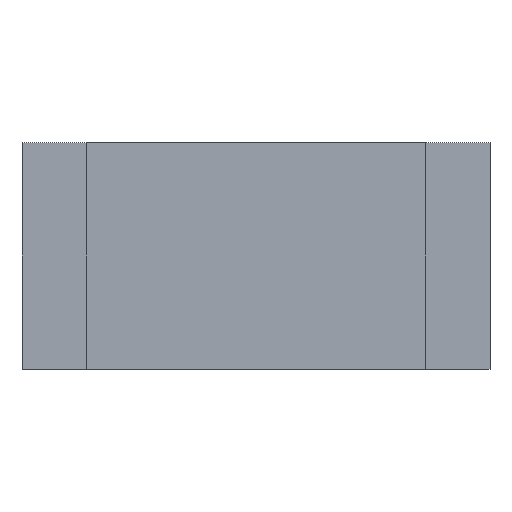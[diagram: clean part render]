
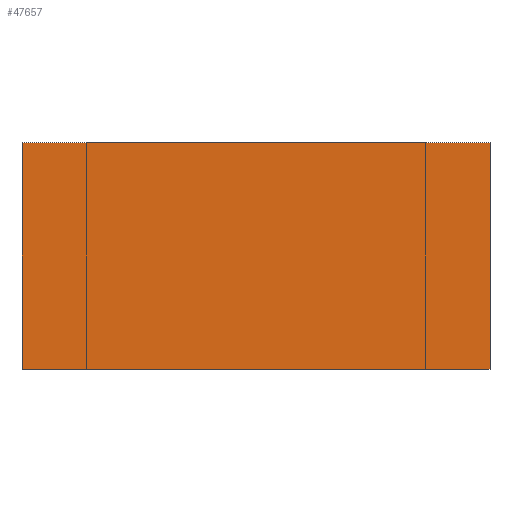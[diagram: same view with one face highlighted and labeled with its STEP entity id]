
A CAD part, front view. The second image highlights one B-rep face of the part: STEP entity #47657.
In plain terms, the highlighted planar face has unit normal (0, -1, 0).
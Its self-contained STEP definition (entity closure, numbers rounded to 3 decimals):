
#1678 = CARTESIAN_POINT ( 'NONE',  ( -6.2, -10., 6. ) ) ;
#2837 = EDGE_CURVE ( 'NONE', #63112, #71786, #49959, .T. ) ;
#6577 = CARTESIAN_POINT ( 'NONE',  ( -6.2, -10., 0. ) ) ;
#9307 = ORIENTED_EDGE ( 'NONE', *, *, #21820, .T. ) ;
#11757 = ORIENTED_EDGE ( 'NONE', *, *, #51887, .T. ) ;
#12361 = DIRECTION ( 'NONE',  ( 0., 0., -1. ) ) ;
#13607 = LINE ( 'NONE', #56744, #72964 ) ;
#18930 = DIRECTION ( 'NONE',  ( 0., 0., -1. ) ) ;
#21820 = EDGE_CURVE ( 'NONE', #33762, #26875, #25512, .T. ) ;
#21889 = ORIENTED_EDGE ( 'NONE', *, *, #59901, .F. ) ;
#22238 = DIRECTION ( 'NONE',  ( 0., 0., -1. ) ) ;
#23673 = PLANE ( 'NONE',  #44330 ) ;
#24524 = LINE ( 'NONE', #53409, #28124 ) ;
#25512 = LINE ( 'NONE', #27575, #54341 ) ;
#26875 = VERTEX_POINT ( 'NONE', #67265 ) ;
#27575 = CARTESIAN_POINT ( 'NONE',  ( -6.2, -10., 0. ) ) ;
#28124 = VECTOR ( 'NONE', #18930, 1000. ) ;
#33365 = DIRECTION ( 'NONE',  ( 1., 0., 0. ) ) ;
#33762 = VERTEX_POINT ( 'NONE', #68838 ) ;
#35747 = CARTESIAN_POINT ( 'NONE',  ( -6.2, -10., 6. ) ) ;
#40149 = CARTESIAN_POINT ( 'NONE',  ( 6.2, -10., 6. ) ) ;
#42918 = FACE_OUTER_BOUND ( 'NONE', #48294, .T. ) ;
#44330 = AXIS2_PLACEMENT_3D ( 'NONE', #6577, #46840, #12361 ) ;
#46840 = DIRECTION ( 'NONE',  ( 0., -1., 0. ) ) ;
#47657 = ADVANCED_FACE ( 'NONE', ( #42918 ), #23673, .T. ) ;
#48294 = EDGE_LOOP ( 'NONE', ( #9307, #21889, #62342, #11757 ) ) ;
#49959 = LINE ( 'NONE', #35747, #73273 ) ;
#51887 = EDGE_CURVE ( 'NONE', #63112, #33762, #13607, .T. ) ;
#53409 = CARTESIAN_POINT ( 'NONE',  ( 6.2, -10., 0. ) ) ;
#54341 = VECTOR ( 'NONE', #33365, 1000. ) ;
#56744 = CARTESIAN_POINT ( 'NONE',  ( -6.2, -10., 0. ) ) ;
#58912 = DIRECTION ( 'NONE',  ( 1., 0., 0. ) ) ;
#59901 = EDGE_CURVE ( 'NONE', #71786, #26875, #24524, .T. ) ;
#62342 = ORIENTED_EDGE ( 'NONE', *, *, #2837, .F. ) ;
#63112 = VERTEX_POINT ( 'NONE', #1678 ) ;
#67265 = CARTESIAN_POINT ( 'NONE',  ( 6.2, -10., 0. ) ) ;
#68838 = CARTESIAN_POINT ( 'NONE',  ( -6.2, -10., 0. ) ) ;
#71786 = VERTEX_POINT ( 'NONE', #40149 ) ;
#72964 = VECTOR ( 'NONE', #22238, 1000. ) ;
#73273 = VECTOR ( 'NONE', #58912, 1000. ) ;
